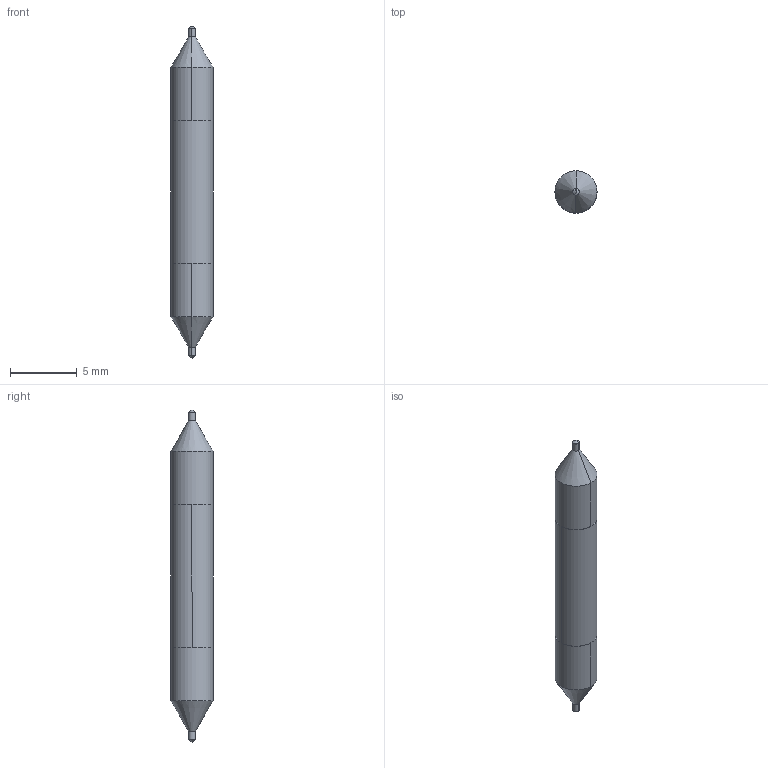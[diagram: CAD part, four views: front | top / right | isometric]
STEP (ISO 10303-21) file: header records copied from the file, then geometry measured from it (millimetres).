
FILE_DESCRIPTION (( 'STEP AP203' ), '1' );
FILE_NAME ('67035.STEP', '2024-04-19T15:17:56', ( '' ), ( '' ), 'SwSTEP 2.0', 'SolidWorks 2023', '' );
FILE_SCHEMA (( 'CONFIG_CONTROL_DESIGN' ));
Length unit declared in the file: inch
Products named in the file (1): 67035
Bounding box: 3.15 x 3.15 x 24.89 mm (x, y, z)
Volume: 160.1 mm3; surface area: 249 mm2
Topology: 3 solids, 3 shells, 26 faces, 50 edges, 26 vertices
Faces by surface type: cone 12, cylinder 10, plane 4
Entity records: 697 total; most frequent: DIRECTION 124, CARTESIAN_POINT 99, ORIENTED_EDGE 92, AXIS2_PLACEMENT_3D 51, EDGE_CURVE 46, EDGE_LOOP 26, VERTEX_POINT 26, ADVANCED_FACE 26
